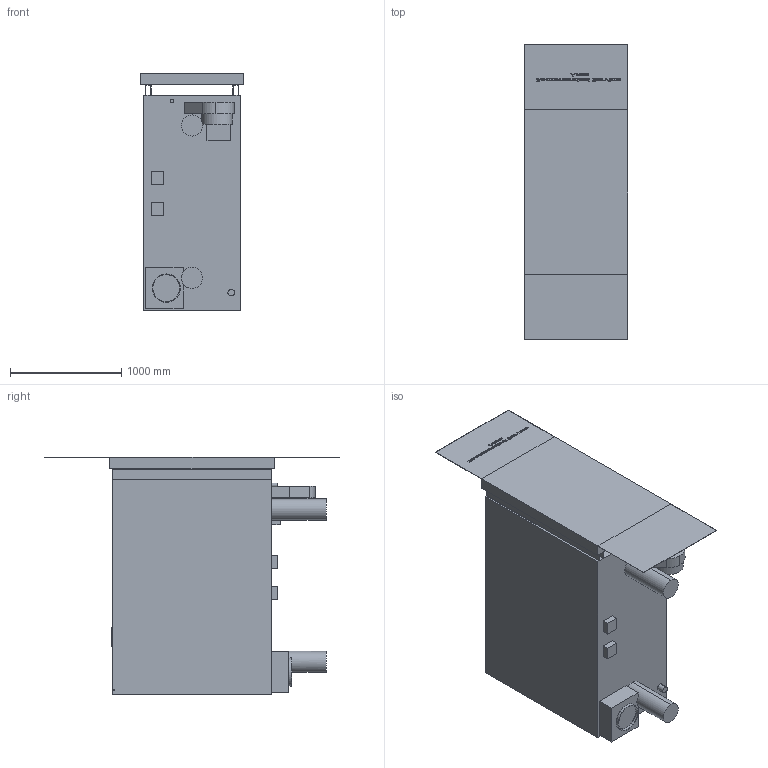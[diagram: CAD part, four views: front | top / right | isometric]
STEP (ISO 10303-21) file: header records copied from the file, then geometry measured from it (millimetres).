
FILE_DESCRIPTION (( 'STEP AP214' ), '1' );
FILE_NAME ('CFT, 3D BLOCK, 3.0.STEP', '2020-03-16T17:12:44', ( '' ), ( '' ), 'SwSTEP 2.0', 'SolidWorks 2017', '' );
FILE_SCHEMA (( 'AUTOMOTIVE_DESIGN' ));
Length unit declared in the file: inch
Products named in the file (1): CFT, 3D BLOCK, 3.0
Bounding box: 927.1 x 2649.86 x 2136.67 mm (x, y, z)
Volume: 2650805050.3 mm3; surface area: 19704108.3 mm2
Topology: 2 solids, 2 shells, 688 faces, 1818 edges, 1212 vertices
Faces by surface type: plane 386, bspline 286, cylinder 16
Entity records: 38595 total; most frequent: CARTESIAN_POINT 23401, ORIENTED_EDGE 3636, DIRECTION 2084, EDGE_CURVE 1818, VERTEX_POINT 1212, LINE 1210, VECTOR 1210, EDGE_LOOP 772
